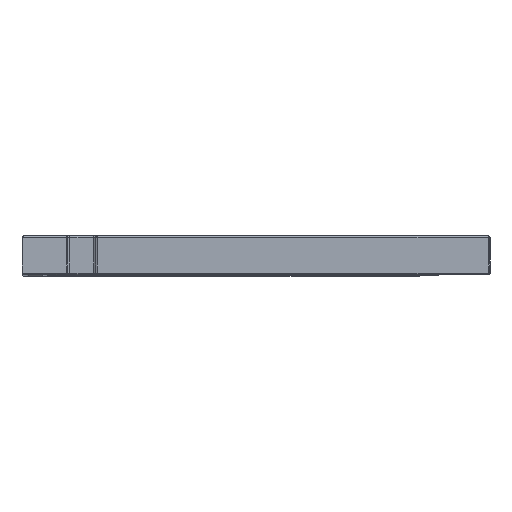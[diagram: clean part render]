
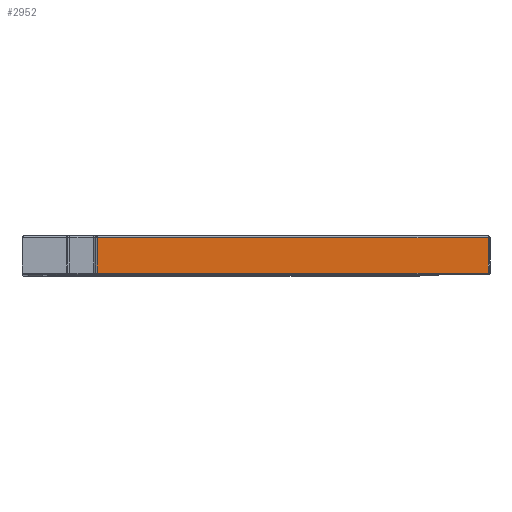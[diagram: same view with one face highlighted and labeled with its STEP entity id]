
A CAD part, top view. The second image highlights one B-rep face of the part: STEP entity #2952.
In plain terms, the highlighted face is planar.
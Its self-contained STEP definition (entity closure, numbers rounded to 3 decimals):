
#393 = ORIENTED_EDGE ( 'NONE', *, *, #7565, .T. ) ;
#540 = FACE_OUTER_BOUND ( 'NONE', #716, .T. ) ;
#716 = EDGE_LOOP ( 'NONE', ( #5797, #6473, #393, #2443 ) ) ;
#854 = EDGE_CURVE ( 'NONE', #5078, #5393, #4674, .T. ) ;
#955 = CARTESIAN_POINT ( 'NONE',  ( -37.6, 0., 4.25 ) ) ;
#1038 = CARTESIAN_POINT ( 'NONE',  ( 47.6, 0., 4.25 ) ) ;
#2007 = CARTESIAN_POINT ( 'NONE',  ( -38., 0., 3.85 ) ) ;
#2213 = VECTOR ( 'NONE', #4016, 1000. ) ;
#2443 = ORIENTED_EDGE ( 'NONE', *, *, #8786, .T. ) ;
#2800 = DIRECTION ( 'NONE',  ( -1., 0., 0. ) ) ;
#2952 = ADVANCED_FACE ( 'NONE', ( #540 ), #8895, .F. ) ;
#2974 = DIRECTION ( 'NONE',  ( -1., 0., 0. ) ) ;
#3335 = VERTEX_POINT ( 'NONE', #7966 ) ;
#3610 = CARTESIAN_POINT ( 'NONE',  ( -37.6, 0., -3.85 ) ) ;
#4016 = DIRECTION ( 'NONE',  ( 0., 0., 1. ) ) ;
#4674 = LINE ( 'NONE', #955, #5276 ) ;
#5021 = VERTEX_POINT ( 'NONE', #9393 ) ;
#5078 = VERTEX_POINT ( 'NONE', #8171 ) ;
#5255 = DIRECTION ( 'NONE',  ( 0., 0., -1. ) ) ;
#5276 = VECTOR ( 'NONE', #5255, 1000. ) ;
#5393 = VERTEX_POINT ( 'NONE', #3610 ) ;
#5728 = LINE ( 'NONE', #2007, #6597 ) ;
#5797 = ORIENTED_EDGE ( 'NONE', *, *, #854, .T. ) ;
#5820 = EDGE_CURVE ( 'NONE', #5393, #3335, #6135, .T. ) ;
#6082 = VECTOR ( 'NONE', #8394, 1000. ) ;
#6135 = LINE ( 'NONE', #6827, #6082 ) ;
#6473 = ORIENTED_EDGE ( 'NONE', *, *, #5820, .T. ) ;
#6597 = VECTOR ( 'NONE', #2974, 1000. ) ;
#6698 = DIRECTION ( 'NONE',  ( 0., 1., 0. ) ) ;
#6776 = AXIS2_PLACEMENT_3D ( 'NONE', #9492, #6698, #2800 ) ;
#6827 = CARTESIAN_POINT ( 'NONE',  ( 0., 0., -3.85 ) ) ;
#7565 = EDGE_CURVE ( 'NONE', #3335, #5021, #7742, .T. ) ;
#7742 = LINE ( 'NONE', #1038, #2213 ) ;
#7966 = CARTESIAN_POINT ( 'NONE',  ( 47.6, 0., -3.85 ) ) ;
#8171 = CARTESIAN_POINT ( 'NONE',  ( -37.6, 0., 3.85 ) ) ;
#8394 = DIRECTION ( 'NONE',  ( 1., 0., 0. ) ) ;
#8786 = EDGE_CURVE ( 'NONE', #5021, #5078, #5728, .T. ) ;
#8895 = PLANE ( 'NONE',  #6776 ) ;
#9393 = CARTESIAN_POINT ( 'NONE',  ( 47.6, 0., 3.85 ) ) ;
#9492 = CARTESIAN_POINT ( 'NONE',  ( 0., 0., 4.25 ) ) ;
